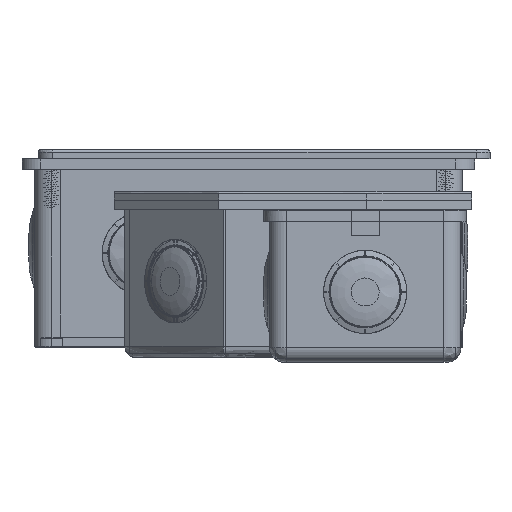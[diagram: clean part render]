
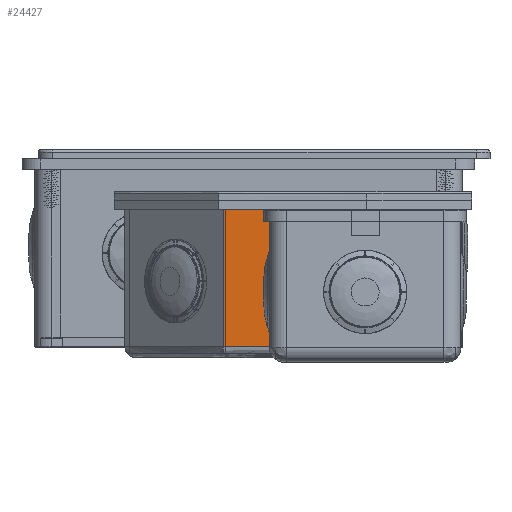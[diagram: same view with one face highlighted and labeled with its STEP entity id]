
A CAD part, left-side view. The second image highlights one B-rep face of the part: STEP entity #24427.
In plain terms, the highlighted free-form (B-spline) face has degree [1, 1] with [2, 2] control points.
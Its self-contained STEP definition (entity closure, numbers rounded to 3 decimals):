
#19833 = VERTEX_POINT('',#19834);
#19834 = CARTESIAN_POINT('',(104.361,-83.75,
    161.133));
#19857 = EDGE_CURVE('',#19833,#19858,#19860,.T.);
#19858 = VERTEX_POINT('',#19859);
#19859 = CARTESIAN_POINT('',(104.406,-29.993,
    161.133));
#19860 = B_SPLINE_CURVE_WITH_KNOTS('',1,(#19861,#19862),.UNSPECIFIED.,
  .F.,.F.,(2,2),(-9.818,29.454),
  .PIECEWISE_BEZIER_KNOTS.);
#19861 = CARTESIAN_POINT('',(104.361,-83.75,
    161.133));
#19862 = CARTESIAN_POINT('',(104.406,-29.993,
    161.133));
#19928 = EDGE_CURVE('',#19929,#19858,#19931,.T.);
#19929 = VERTEX_POINT('',#19930);
#19930 = CARTESIAN_POINT('',(104.406,-29.993,
    214.156));
#19931 = B_SPLINE_CURVE_WITH_KNOTS('',1,(#19932,#19933),.UNSPECIFIED.,
  .F.,.F.,(2,2),(2.54,41.275),.PIECEWISE_BEZIER_KNOTS.);
#19932 = CARTESIAN_POINT('',(104.406,-29.993,
    214.156));
#19933 = CARTESIAN_POINT('',(104.406,-29.993,
    161.133));
#20228 = VERTEX_POINT('',#20229);
#20229 = CARTESIAN_POINT('',(104.361,-83.75,
    214.156));
#20234 = EDGE_CURVE('',#20228,#19833,#20235,.T.);
#20235 = B_SPLINE_CURVE_WITH_KNOTS('',1,(#20236,#20237),.UNSPECIFIED.,
  .F.,.F.,(2,2),(2.54,41.275),.PIECEWISE_BEZIER_KNOTS.);
#20236 = CARTESIAN_POINT('',(104.361,-83.75,
    214.156));
#20237 = CARTESIAN_POINT('',(104.361,-83.75,
    161.133));
#24427 = ADVANCED_FACE('',(#24428),#24438,.T.);
#24428 = FACE_BOUND('',#24429,.T.);
#24429 = EDGE_LOOP('',(#24430,#24431,#24432,#24437));
#24430 = ORIENTED_EDGE('',*,*,#19857,.F.);
#24431 = ORIENTED_EDGE('',*,*,#20234,.F.);
#24432 = ORIENTED_EDGE('',*,*,#24433,.F.);
#24433 = EDGE_CURVE('',#19929,#20228,#24434,.T.);
#24434 = B_SPLINE_CURVE_WITH_KNOTS('',1,(#24435,#24436),.UNSPECIFIED.,
  .F.,.F.,(2,2),(-29.454,9.818),
  .PIECEWISE_BEZIER_KNOTS.);
#24435 = CARTESIAN_POINT('',(104.406,-29.993,
    214.156));
#24436 = CARTESIAN_POINT('',(104.361,-83.75,
    214.156));
#24437 = ORIENTED_EDGE('',*,*,#19928,.T.);
#24438 = B_SPLINE_SURFACE_WITH_KNOTS('',1,1,(
    (#24439,#24440)
    ,(#24441,#24442
    )),.UNSPECIFIED.,.F.,.F.,.F.,(2,2),(2,2),(0.,39.272),(2.54,
    41.275),.PIECEWISE_BEZIER_KNOTS.);
#24439 = CARTESIAN_POINT('',(104.361,-83.75,
    214.156));
#24440 = CARTESIAN_POINT('',(104.361,-83.75,
    161.133));
#24441 = CARTESIAN_POINT('',(104.406,-29.993,
    214.156));
#24442 = CARTESIAN_POINT('',(104.406,-29.993,
    161.133));
